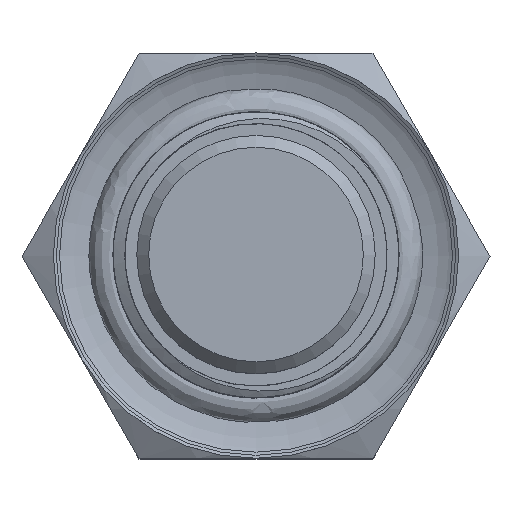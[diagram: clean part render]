
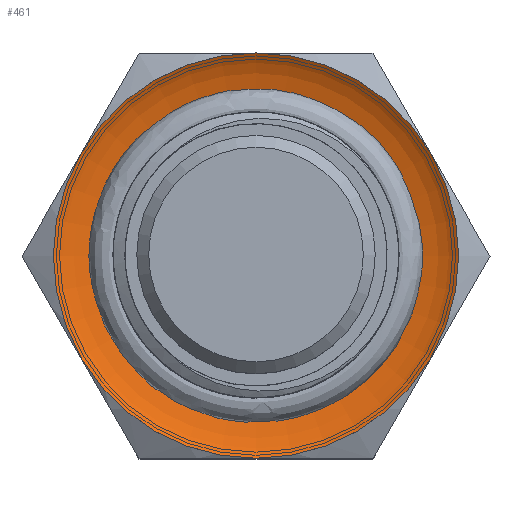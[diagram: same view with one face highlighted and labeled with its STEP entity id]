
A CAD part, top view. The second image highlights one B-rep face of the part: STEP entity #461.
In plain terms, the highlighted toroidal (fillet/blend) face has major radius 6.256 mm and minor radius 4.2 mm.
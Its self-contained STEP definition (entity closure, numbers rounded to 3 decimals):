
#234=TOROIDAL_SURFACE('',#1349,6.256,4.2);
#461=ADVANCED_FACE('',(#556,#557),#234,.F.);
#556=FACE_BOUND('',#669,.T.);
#557=FACE_BOUND('',#670,.T.);
#669=EDGE_LOOP('',(#913));
#670=EDGE_LOOP('',(#914));
#913=ORIENTED_EDGE('',*,*,#1127,.F.);
#914=ORIENTED_EDGE('',*,*,#1131,.T.);
#1004=VERTEX_POINT('',#8260);
#1008=VERTEX_POINT('',#8270);
#1127=EDGE_CURVE('',#1004,#1004,#1202,.T.);
#1131=EDGE_CURVE('',#1008,#1008,#1206,.T.);
#1202=CIRCLE('',#1340,6.256);
#1206=CIRCLE('',#1346,8.5);
#1340=AXIS2_PLACEMENT_3D('',#8259,#1643,#1644);
#1346=AXIS2_PLACEMENT_3D('',#8269,#1655,#1656);
#1349=AXIS2_PLACEMENT_3D('',#8273,#1661,#1662);
#1643=DIRECTION('',(0.,0.,1.));
#1644=DIRECTION('',(-1.,0.,0.));
#1655=DIRECTION('',(0.,0.,1.));
#1656=DIRECTION('',(1.,0.,0.));
#1661=DIRECTION('',(0.,0.,1.));
#1662=DIRECTION('',(-1.,0.,0.));
#8259=CARTESIAN_POINT('',(0.,0.,-25.75));
#8260=CARTESIAN_POINT('',(-6.256,0.,-25.75));
#8269=CARTESIAN_POINT('',(0.,0.,-25.1));
#8270=CARTESIAN_POINT('',(8.5,0.,-25.1));
#8273=CARTESIAN_POINT('',(0.,0.,-21.55));
